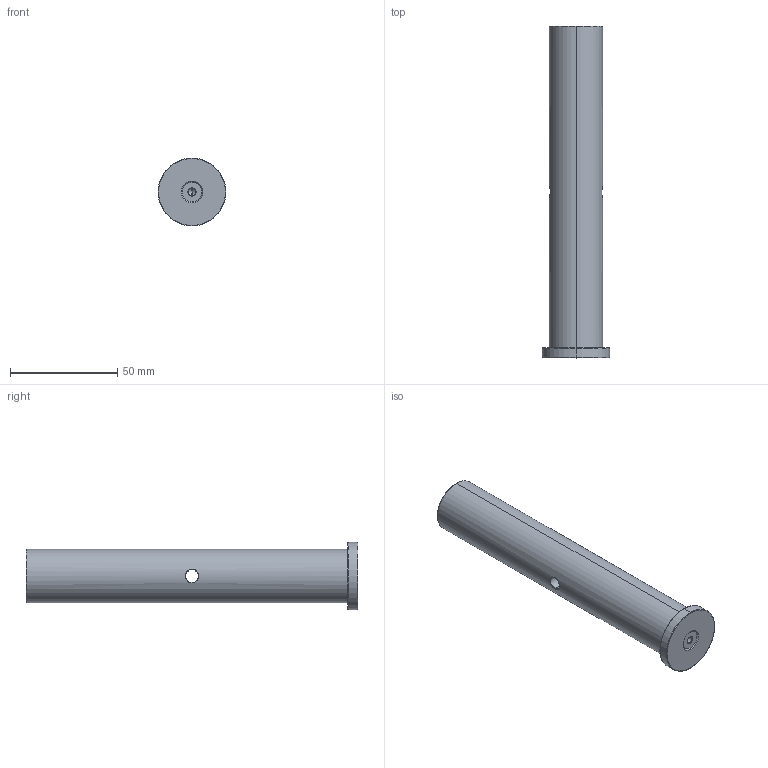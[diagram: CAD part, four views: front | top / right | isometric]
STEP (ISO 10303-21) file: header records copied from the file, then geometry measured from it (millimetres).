
FILE_DESCRIPTION(('FreeCAD Model'),'2;1');
FILE_NAME('Open CASCADE Shape Model','2023-10-11T14:27:22',('Author'),( ''),'Open CASCADE STEP processor 7.6','FreeCAD','Unknown');
FILE_SCHEMA(('AUTOMOTIVE_DESIGN { 1 0 10303 214 1 1 1 1 }'));
Length unit declared in the file: millimetre
Products named in the file (1): TTN105779-E0W
Bounding box: 31.75 x 155 x 31.75 mm (x, y, z)
Volume: 76558.7 mm3; surface area: 14392.4 mm2
Topology: 1 solids, 1 shells, 45 faces, 96 edges, 56 vertices
Faces by surface type: cylinder 14, cone 12, torus 8, plane 7, bspline 4
Entity records: 9972 total; most frequent: CARTESIAN_POINT 8048, DIRECTION 368, ORIENTED_EDGE 184, PCURVE 184, DEFINITIONAL_REPRESENTATION 184, LINE 162, VECTOR 162, AXIS2_PLACEMENT_3D 94
